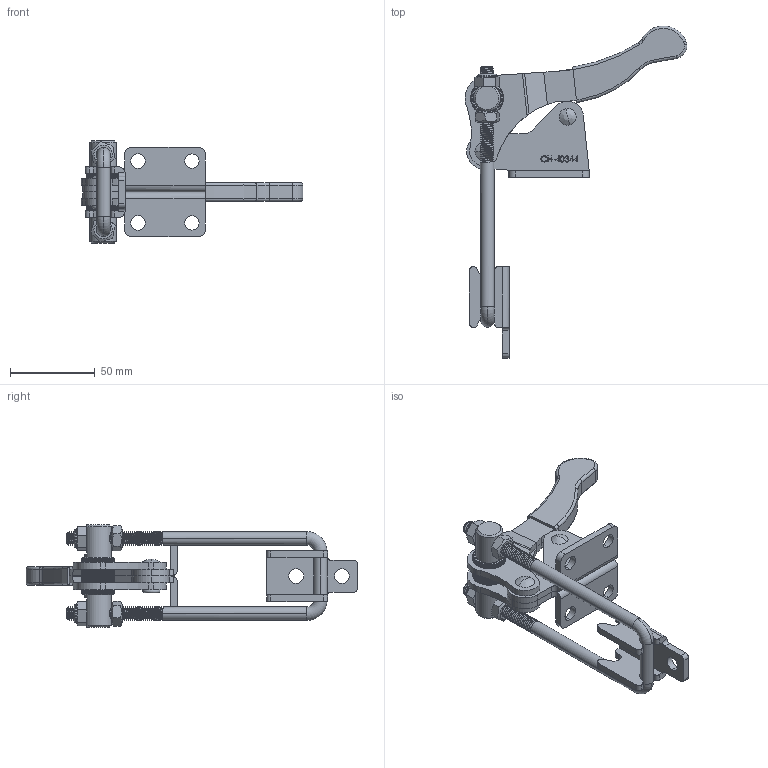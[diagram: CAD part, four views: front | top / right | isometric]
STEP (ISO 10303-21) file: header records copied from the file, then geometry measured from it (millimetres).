
FILE_DESCRIPTION (( 'STEP AP203' ), '1' );
FILE_NAME ('CH-40344.STEP', '2017-12-01T03:47:17', ( 'Windows' ), ( 'Microsoft' ), 'SwSTEP 2.0', 'SolidWorks 2015', '' );
FILE_SCHEMA (( 'CONFIG_CONTROL_DESIGN' ));
Length unit declared in the file: millimetre
Products named in the file (11): CH-40344-01 BASE; CH-40344-03 HANDLE; CH-40344-08; M8 Nut; CH-40344-07; CH-40344-04 PERMANENT SEAT; CH-40344-06; CH-40344; CH-40344-05 ROTOR; CH-40344-02 HOOK; M8 LOCK Nut
Assembly tree (12 placements, depth 2):
  CH-40344
    CH-40344-01 BASE
    CH-40344-03 HANDLE
    CH-40344-08
    CH-40344-07
    CH-40344-06
    CH-40344-05 ROTOR
    CH-40344-02 HOOK
    M8 LOCK Nut  x2
    M8 Nut  x2
    CH-40344-04 PERMANENT SEAT
Bounding box: 131.1 x 196.24 x 60.3 mm (x, y, z)
Volume: 94090.9 mm3; surface area: 60925.6 mm2
Topology: 15 solids, 15 shells, 1414 faces, 3680 edges, 2317 vertices
Faces by surface type: plane 627, cylinder 544, bspline 180, cone 37, torus 26
Entity records: 57988 total; most frequent: CARTESIAN_POINT 25504, ORIENTED_EDGE 7034, DIRECTION 5958, EDGE_CURVE 3517, VERTEX_POINT 2215, AXIS2_PLACEMENT_3D 2066, LINE 1826, VECTOR 1826
